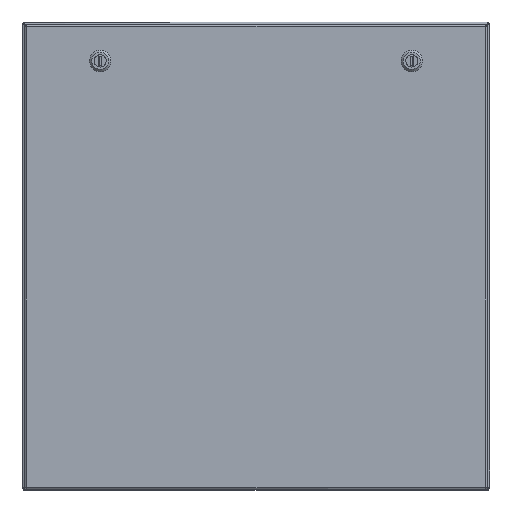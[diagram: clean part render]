
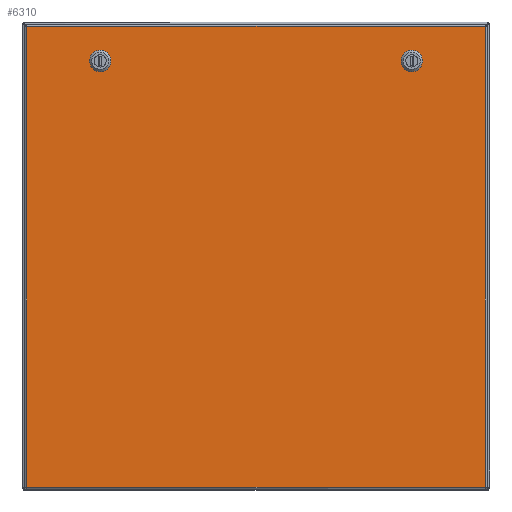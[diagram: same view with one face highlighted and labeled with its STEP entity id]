
A CAD part, top view. The second image highlights one B-rep face of the part: STEP entity #6310.
In plain terms, the highlighted face is planar.
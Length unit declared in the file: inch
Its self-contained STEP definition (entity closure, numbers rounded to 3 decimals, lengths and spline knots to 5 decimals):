
#4367=CARTESIAN_POINT('',(2.08762,4.275,0.0));
#4368=VERTEX_POINT('',#4367);
#4375=CARTESIAN_POINT('',(2.275,4.08762,0.0));
#4376=VERTEX_POINT('',#4375);
#4377=CARTESIAN_POINT('',(1.875,3.875,0.0));
#4378=DIRECTION('',(0.0,0.0,1.0));
#4379=DIRECTION('',(-0.469,-0.883,0.0));
#4380=AXIS2_PLACEMENT_3D('',#4377,#4378,#4379);
#4381=CIRCLE('',#4380,0.453);
#4382=EDGE_CURVE('',#4376,#4368,#4381,.T.);
#4407=CARTESIAN_POINT('',(2.275,3.66238,0.0));
#4408=VERTEX_POINT('',#4407);
#4409=CARTESIAN_POINT('',(2.275,3.66238,0.0));
#4410=DIRECTION('',(0.0,1.0,0.0));
#4411=VECTOR('',#4410,0.42525);
#4412=LINE('',#4409,#4411);
#4413=EDGE_CURVE('',#4408,#4376,#4412,.T.);
#4439=CARTESIAN_POINT('',(2.08762,3.475,0.0));
#4440=VERTEX_POINT('',#4439);
#4441=CARTESIAN_POINT('',(1.875,3.875,0.0));
#4442=DIRECTION('',(0.0,0.0,1.0));
#4443=DIRECTION('',(-0.883,0.469,0.0));
#4444=AXIS2_PLACEMENT_3D('',#4441,#4442,#4443);
#4445=CIRCLE('',#4444,0.453);
#4446=EDGE_CURVE('',#4440,#4408,#4445,.T.);
#4471=CARTESIAN_POINT('',(1.66238,3.475,0.0));
#4472=VERTEX_POINT('',#4471);
#4473=CARTESIAN_POINT('',(1.66238,3.475,0.0));
#4474=DIRECTION('',(1.0,0.0,0.0));
#4475=VECTOR('',#4474,0.42525);
#4476=LINE('',#4473,#4475);
#4477=EDGE_CURVE('',#4472,#4440,#4476,.T.);
#4503=CARTESIAN_POINT('',(1.475,3.66238,0.0));
#4504=VERTEX_POINT('',#4503);
#4505=CARTESIAN_POINT('',(1.875,3.875,0.0));
#4506=DIRECTION('',(0.0,0.0,1.0));
#4507=DIRECTION('',(0.469,0.883,0.0));
#4508=AXIS2_PLACEMENT_3D('',#4505,#4506,#4507);
#4509=CIRCLE('',#4508,0.453);
#4510=EDGE_CURVE('',#4504,#4472,#4509,.T.);
#4535=CARTESIAN_POINT('',(1.475,4.08762,0.0));
#4536=VERTEX_POINT('',#4535);
#4537=CARTESIAN_POINT('',(1.475,4.08762,0.0));
#4538=DIRECTION('',(0.0,-1.0,0.0));
#4539=VECTOR('',#4538,0.42525);
#4540=LINE('',#4537,#4539);
#4541=EDGE_CURVE('',#4536,#4504,#4540,.T.);
#4567=CARTESIAN_POINT('',(1.66238,4.275,0.0));
#4568=VERTEX_POINT('',#4567);
#4569=CARTESIAN_POINT('',(1.875,3.875,0.0));
#4570=DIRECTION('',(0.0,0.0,1.0));
#4571=DIRECTION('',(0.883,-0.469,0.0));
#4572=AXIS2_PLACEMENT_3D('',#4569,#4570,#4571);
#4573=CIRCLE('',#4572,0.453);
#4574=EDGE_CURVE('',#4568,#4536,#4573,.T.);
#4597=CARTESIAN_POINT('',(2.08762,4.275,0.0));
#4598=DIRECTION('',(-1.0,0.0,0.0));
#4599=VECTOR('',#4598,0.42525);
#4600=LINE('',#4597,#4599);
#4601=EDGE_CURVE('',#4368,#4568,#4600,.T.);
#4623=CARTESIAN_POINT('',(2.08762,20.275,0.0));
#4624=VERTEX_POINT('',#4623);
#4631=CARTESIAN_POINT('',(2.275,20.08762,0.0));
#4632=VERTEX_POINT('',#4631);
#4633=CARTESIAN_POINT('',(1.875,19.875,0.0));
#4634=DIRECTION('',(0.0,0.0,1.0));
#4635=DIRECTION('',(-0.469,-0.883,0.0));
#4636=AXIS2_PLACEMENT_3D('',#4633,#4634,#4635);
#4637=CIRCLE('',#4636,0.453);
#4638=EDGE_CURVE('',#4632,#4624,#4637,.T.);
#4663=CARTESIAN_POINT('',(2.275,19.66238,0.0));
#4664=VERTEX_POINT('',#4663);
#4665=CARTESIAN_POINT('',(2.275,19.66238,0.0));
#4666=DIRECTION('',(0.0,1.0,0.0));
#4667=VECTOR('',#4666,0.42525);
#4668=LINE('',#4665,#4667);
#4669=EDGE_CURVE('',#4664,#4632,#4668,.T.);
#4695=CARTESIAN_POINT('',(2.08762,19.475,0.0));
#4696=VERTEX_POINT('',#4695);
#4697=CARTESIAN_POINT('',(1.875,19.875,0.0));
#4698=DIRECTION('',(0.0,0.0,1.0));
#4699=DIRECTION('',(-0.883,0.469,0.0));
#4700=AXIS2_PLACEMENT_3D('',#4697,#4698,#4699);
#4701=CIRCLE('',#4700,0.453);
#4702=EDGE_CURVE('',#4696,#4664,#4701,.T.);
#4727=CARTESIAN_POINT('',(1.66238,19.475,0.0));
#4728=VERTEX_POINT('',#4727);
#4729=CARTESIAN_POINT('',(1.66238,19.475,0.0));
#4730=DIRECTION('',(1.0,0.0,0.0));
#4731=VECTOR('',#4730,0.42525);
#4732=LINE('',#4729,#4731);
#4733=EDGE_CURVE('',#4728,#4696,#4732,.T.);
#4759=CARTESIAN_POINT('',(1.475,19.66238,0.0));
#4760=VERTEX_POINT('',#4759);
#4761=CARTESIAN_POINT('',(1.875,19.875,0.0));
#4762=DIRECTION('',(0.0,0.0,1.0));
#4763=DIRECTION('',(0.469,0.883,0.0));
#4764=AXIS2_PLACEMENT_3D('',#4761,#4762,#4763);
#4765=CIRCLE('',#4764,0.453);
#4766=EDGE_CURVE('',#4760,#4728,#4765,.T.);
#4791=CARTESIAN_POINT('',(1.475,20.08762,0.0));
#4792=VERTEX_POINT('',#4791);
#4793=CARTESIAN_POINT('',(1.475,20.08762,0.0));
#4794=DIRECTION('',(0.0,-1.0,0.0));
#4795=VECTOR('',#4794,0.42525);
#4796=LINE('',#4793,#4795);
#4797=EDGE_CURVE('',#4792,#4760,#4796,.T.);
#4823=CARTESIAN_POINT('',(1.66238,20.275,0.0));
#4824=VERTEX_POINT('',#4823);
#4825=CARTESIAN_POINT('',(1.875,19.875,0.0));
#4826=DIRECTION('',(0.0,0.0,1.0));
#4827=DIRECTION('',(0.883,-0.469,0.0));
#4828=AXIS2_PLACEMENT_3D('',#4825,#4826,#4827);
#4829=CIRCLE('',#4828,0.453);
#4830=EDGE_CURVE('',#4824,#4792,#4829,.T.);
#4853=CARTESIAN_POINT('',(2.08762,20.275,0.0));
#4854=DIRECTION('',(-1.0,0.0,0.0));
#4855=VECTOR('',#4854,0.42525);
#4856=LINE('',#4853,#4855);
#4857=EDGE_CURVE('',#4624,#4824,#4856,.T.);
#5308=CARTESIAN_POINT('',(23.76975,0.10525,0.));
#5309=VERTEX_POINT('',#5308);
#5320=CARTESIAN_POINT('',(23.76975,23.64475,0.));
#5321=VERTEX_POINT('',#5320);
#5322=CARTESIAN_POINT('',(23.76975,23.64475,0.0));
#5323=DIRECTION('',(0.0,-1.0,0.0));
#5324=VECTOR('',#5323,23.5395);
#5325=LINE('',#5322,#5324);
#5326=EDGE_CURVE('',#5321,#5309,#5325,.T.);
#5478=CARTESIAN_POINT('',(0.10525,0.10525,0.));
#5479=VERTEX_POINT('',#5478);
#5490=CARTESIAN_POINT('',(23.76975,0.10525,0.0));
#5491=DIRECTION('',(-1.0,0.0,0.0));
#5492=VECTOR('',#5491,23.6645);
#5493=LINE('',#5490,#5492);
#5494=EDGE_CURVE('',#5309,#5479,#5493,.T.);
#5755=CARTESIAN_POINT('',(0.10525,23.64475,0.));
#5756=VERTEX_POINT('',#5755);
#5767=CARTESIAN_POINT('',(0.10525,0.10525,0.0));
#5768=DIRECTION('',(0.0,1.0,0.0));
#5769=VECTOR('',#5768,23.5395);
#5770=LINE('',#5767,#5769);
#5771=EDGE_CURVE('',#5479,#5756,#5770,.T.);
#6036=CARTESIAN_POINT('',(0.10525,23.64475,0.0));
#6037=DIRECTION('',(1.0,0.0,0.0));
#6038=VECTOR('',#6037,23.6645);
#6039=LINE('',#6036,#6038);
#6040=EDGE_CURVE('',#5756,#5321,#6039,.T.);
#6279=CARTESIAN_POINT('',(11.9375,11.875,0.0));
#6280=DIRECTION('',(0.0,0.0,1.0));
#6281=DIRECTION('',(1.0,0.0,0.0));
#6282=AXIS2_PLACEMENT_3D('',#6279,#6280,#6281);
#6283=PLANE('',#6282);
#6284=ORIENTED_EDGE('',*,*,#5326,.T.);
#6285=ORIENTED_EDGE('',*,*,#5494,.T.);
#6286=ORIENTED_EDGE('',*,*,#5771,.T.);
#6287=ORIENTED_EDGE('',*,*,#6040,.T.);
#6288=EDGE_LOOP('',(#6284,#6285,#6286,#6287));
#6289=FACE_OUTER_BOUND('',#6288,.T.);
#6290=ORIENTED_EDGE('',*,*,#4382,.T.);
#6291=ORIENTED_EDGE('',*,*,#4601,.T.);
#6292=ORIENTED_EDGE('',*,*,#4574,.T.);
#6293=ORIENTED_EDGE('',*,*,#4541,.T.);
#6294=ORIENTED_EDGE('',*,*,#4510,.T.);
#6295=ORIENTED_EDGE('',*,*,#4477,.T.);
#6296=ORIENTED_EDGE('',*,*,#4446,.T.);
#6297=ORIENTED_EDGE('',*,*,#4413,.T.);
#6298=EDGE_LOOP('',(#6290,#6291,#6292,#6293,#6294,#6295,#6296,#6297));
#6299=FACE_BOUND('',#6298,.T.);
#6300=ORIENTED_EDGE('',*,*,#4638,.T.);
#6301=ORIENTED_EDGE('',*,*,#4857,.T.);
#6302=ORIENTED_EDGE('',*,*,#4830,.T.);
#6303=ORIENTED_EDGE('',*,*,#4797,.T.);
#6304=ORIENTED_EDGE('',*,*,#4766,.T.);
#6305=ORIENTED_EDGE('',*,*,#4733,.T.);
#6306=ORIENTED_EDGE('',*,*,#4702,.T.);
#6307=ORIENTED_EDGE('',*,*,#4669,.T.);
#6308=EDGE_LOOP('',(#6300,#6301,#6302,#6303,#6304,#6305,#6306,#6307));
#6309=FACE_BOUND('',#6308,.T.);
#6310=ADVANCED_FACE('',(#6289,#6299,#6309),#6283,.F.);
